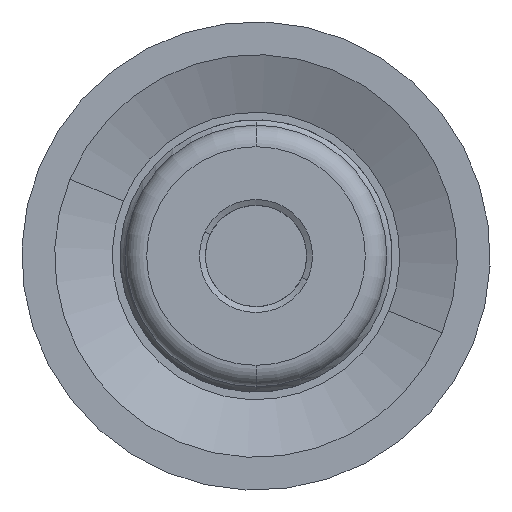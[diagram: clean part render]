
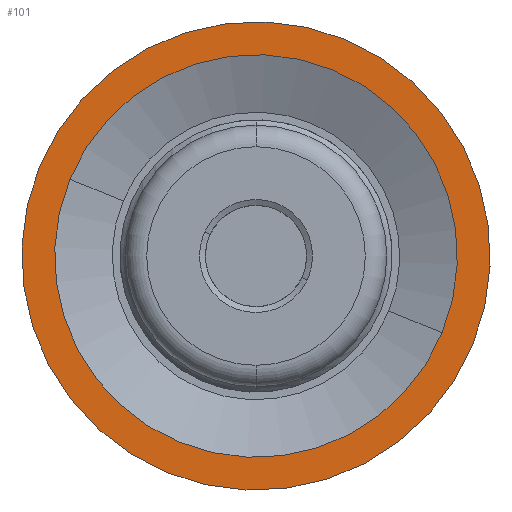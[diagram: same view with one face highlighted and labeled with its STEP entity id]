
A CAD part, left-side view. The second image highlights one B-rep face of the part: STEP entity #101.
In plain terms, the highlighted planar face has unit normal (-1, 0, 0).
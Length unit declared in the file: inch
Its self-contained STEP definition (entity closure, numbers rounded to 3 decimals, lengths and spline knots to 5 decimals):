
#17 = ORIENTED_EDGE ( 'NONE', *, *, #1785, .F. ) ;
#18 = ORIENTED_EDGE ( 'NONE', *, *, #1890, .F. ) ;
#19 = ORIENTED_EDGE ( 'NONE', *, *, #1891, .T. ) ;
#20 = ORIENTED_EDGE ( 'NONE', *, *, #1778, .T. ) ;
#101 = ADVANCED_FACE ( 'NONE', ( #1179, #1174 ), #643, .F. ) ;
#199 = CARTESIAN_POINT ( 'NONE',  ( -0.80559, -0.20102, -0.08305 ) ) ;
#206 = CARTESIAN_POINT ( 'NONE',  ( -0.80559, -0.17283, -0.07141 ) ) ;
#220 = DIRECTION ( 'NONE',  ( 0., -0.924, -0.382 ) ) ;
#221 = DIRECTION ( 'NONE',  ( 1., 0., 0. ) ) ;
#222 = CARTESIAN_POINT ( 'NONE',  ( -0.80559, 0.20102, 0.08305 ) ) ;
#223 = CARTESIAN_POINT ( 'NONE',  ( -0.80559, 0., 0. ) ) ;
#227 = DIRECTION ( 'NONE',  ( 0., -0.924, -0.382 ) ) ;
#228 = DIRECTION ( 'NONE',  ( 1., 0., 0. ) ) ;
#229 = CARTESIAN_POINT ( 'NONE',  ( -0.80559, 0., 0. ) ) ;
#616 = DIRECTION ( 'NONE',  ( 0., -0.924, -0.382 ) ) ;
#619 = DIRECTION ( 'NONE',  ( 1., 0., 0. ) ) ;
#627 = CARTESIAN_POINT ( 'NONE',  ( -0.80559, 0.17283, 0.07141 ) ) ;
#643 = PLANE ( 'NONE',  #1751 ) ;
#694 = DIRECTION ( 'NONE',  ( 0., -0.924, -0.382 ) ) ;
#695 = DIRECTION ( 'NONE',  ( 1., 0., 0. ) ) ;
#698 = CARTESIAN_POINT ( 'NONE',  ( -0.80559, 0., 0. ) ) ;
#722 = DIRECTION ( 'NONE',  ( 0., -0.924, -0.382 ) ) ;
#723 = DIRECTION ( 'NONE',  ( 1., 0., 0. ) ) ;
#724 = CARTESIAN_POINT ( 'NONE',  ( -0.80559, 0., 0. ) ) ;
#729 = CARTESIAN_POINT ( 'NONE',  ( -0.80559, 0.07141, -0.17283 ) ) ;
#894 = CIRCLE ( 'NONE', #1603, 0.187 ) ;
#895 = CIRCLE ( 'NONE', #1604, 0.2175 ) ;
#1039 = CIRCLE ( 'NONE', #1673, 0.2175 ) ;
#1049 = CIRCLE ( 'NONE', #1677, 0.187 ) ;
#1174 = FACE_BOUND ( 'NONE', #1256, .T. ) ;
#1179 = FACE_OUTER_BOUND ( 'NONE', #1207, .T. ) ;
#1207 = EDGE_LOOP ( 'NONE', ( #17, #18 ) ) ;
#1256 = EDGE_LOOP ( 'NONE', ( #19, #20 ) ) ;
#1281 = VERTEX_POINT ( 'NONE', #222 ) ;
#1286 = VERTEX_POINT ( 'NONE', #627 ) ;
#1288 = VERTEX_POINT ( 'NONE', #206 ) ;
#1292 = VERTEX_POINT ( 'NONE', #199 ) ;
#1603 = AXIS2_PLACEMENT_3D ( 'NONE', #223, #221, #220 ) ;
#1604 = AXIS2_PLACEMENT_3D ( 'NONE', #229, #228, #227 ) ;
#1673 = AXIS2_PLACEMENT_3D ( 'NONE', #698, #695, #694 ) ;
#1677 = AXIS2_PLACEMENT_3D ( 'NONE', #724, #723, #722 ) ;
#1751 = AXIS2_PLACEMENT_3D ( 'NONE', #729, #619, #616 ) ;
#1778 = EDGE_CURVE ( 'NONE', #1286, #1288, #1049, .T. ) ;
#1785 = EDGE_CURVE ( 'NONE', #1292, #1281, #1039, .T. ) ;
#1890 = EDGE_CURVE ( 'NONE', #1281, #1292, #895, .T. ) ;
#1891 = EDGE_CURVE ( 'NONE', #1288, #1286, #894, .T. ) ;
